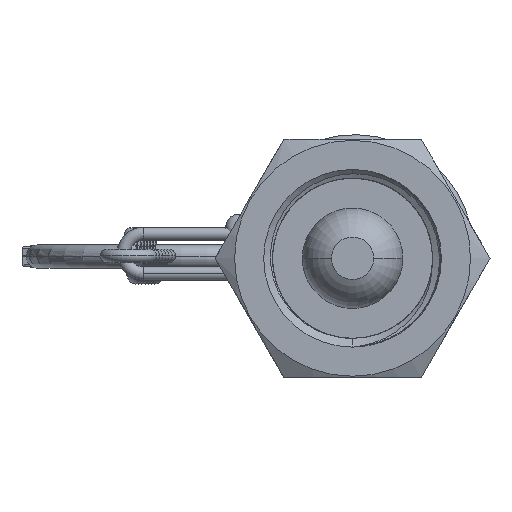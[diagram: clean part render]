
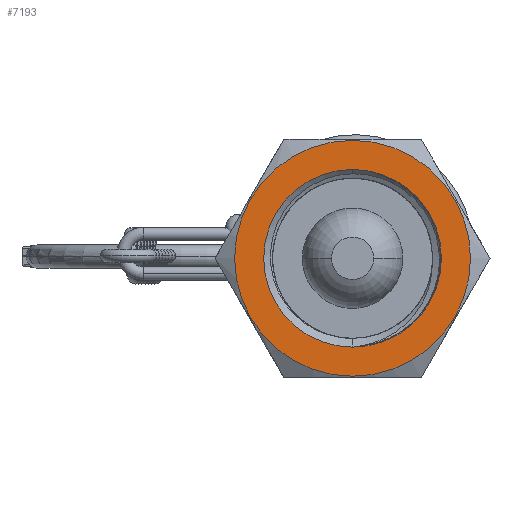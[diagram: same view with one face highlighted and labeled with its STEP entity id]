
A CAD part, front view. The second image highlights one B-rep face of the part: STEP entity #7193.
In plain terms, the highlighted face is planar.
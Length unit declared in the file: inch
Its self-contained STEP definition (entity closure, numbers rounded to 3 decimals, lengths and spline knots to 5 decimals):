
#31 = CARTESIAN_POINT ( 'NONE',  ( 0., 0., 0.5575 ) ) ;
#104 = ORIENTED_EDGE ( 'NONE', *, *, #11002, .F. ) ;
#267 = AXIS2_PLACEMENT_3D ( 'NONE', #7492, #14869, #5036 ) ;
#703 = AXIS2_PLACEMENT_3D ( 'NONE', #4584, #1083, #4628 ) ;
#730 = CIRCLE ( 'NONE', #267, 0.5575 ) ;
#765 = ORIENTED_EDGE ( 'NONE', *, *, #8004, .T. ) ;
#1054 = CIRCLE ( 'NONE', #7152, 0.42 ) ;
#1083 = DIRECTION ( 'NONE',  ( 1., 0., 0. ) ) ;
#1520 = PLANE ( 'NONE',  #11860 ) ;
#1985 = AXIS2_PLACEMENT_3D ( 'NONE', #14358, #3233, #7025 ) ;
#2881 = DIRECTION ( 'NONE',  ( 1., 0., 0. ) ) ;
#3233 = DIRECTION ( 'NONE',  ( 1., 0., 0. ) ) ;
#4584 = CARTESIAN_POINT ( 'NONE',  ( 0., 0., 0. ) ) ;
#4628 = DIRECTION ( 'NONE',  ( 0., 0., -1. ) ) ;
#5036 = DIRECTION ( 'NONE',  ( 0., 0., -1. ) ) ;
#5303 = VERTEX_POINT ( 'NONE', #8955 ) ;
#5416 = FACE_OUTER_BOUND ( 'NONE', #13116, .T. ) ;
#5847 = CARTESIAN_POINT ( 'NONE',  ( 0., 0., 0.42 ) ) ;
#6404 = CARTESIAN_POINT ( 'NONE',  ( 0., 0.42, 0. ) ) ;
#6931 = DIRECTION ( 'NONE',  ( 1., 0., 0. ) ) ;
#7025 = DIRECTION ( 'NONE',  ( 0., 0., -1. ) ) ;
#7152 = AXIS2_PLACEMENT_3D ( 'NONE', #14319, #6931, #15705 ) ;
#7193 = ADVANCED_FACE ( 'NONE', ( #5416, #11160 ), #1520, .T. ) ;
#7492 = CARTESIAN_POINT ( 'NONE',  ( 0., 0., 0. ) ) ;
#7575 = EDGE_CURVE ( 'NONE', #7917, #7866, #11547, .T. ) ;
#7866 = VERTEX_POINT ( 'NONE', #14290 ) ;
#7917 = VERTEX_POINT ( 'NONE', #5847 ) ;
#8004 = EDGE_CURVE ( 'NONE', #12731, #5303, #730, .T. ) ;
#8384 = CIRCLE ( 'NONE', #703, 0.5575 ) ;
#8955 = CARTESIAN_POINT ( 'NONE',  ( 0., 0., -0.5575 ) ) ;
#11002 = EDGE_CURVE ( 'NONE', #7866, #7917, #1054, .T. ) ;
#11160 = FACE_BOUND ( 'NONE', #11725, .T. ) ;
#11547 = CIRCLE ( 'NONE', #1985, 0.42 ) ;
#11725 = EDGE_LOOP ( 'NONE', ( #104, #12843 ) ) ;
#11860 = AXIS2_PLACEMENT_3D ( 'NONE', #6404, #2881, #13879 ) ;
#12207 = EDGE_CURVE ( 'NONE', #5303, #12731, #8384, .T. ) ;
#12731 = VERTEX_POINT ( 'NONE', #31 ) ;
#12843 = ORIENTED_EDGE ( 'NONE', *, *, #7575, .F. ) ;
#13116 = EDGE_LOOP ( 'NONE', ( #765, #13948 ) ) ;
#13879 = DIRECTION ( 'NONE',  ( 0., 0., -1. ) ) ;
#13948 = ORIENTED_EDGE ( 'NONE', *, *, #12207, .T. ) ;
#14290 = CARTESIAN_POINT ( 'NONE',  ( 0., 0., -0.42 ) ) ;
#14319 = CARTESIAN_POINT ( 'NONE',  ( 0., 0., 0. ) ) ;
#14358 = CARTESIAN_POINT ( 'NONE',  ( 0., 0., 0. ) ) ;
#14869 = DIRECTION ( 'NONE',  ( 1., 0., 0. ) ) ;
#15705 = DIRECTION ( 'NONE',  ( 0., 0., -1. ) ) ;
